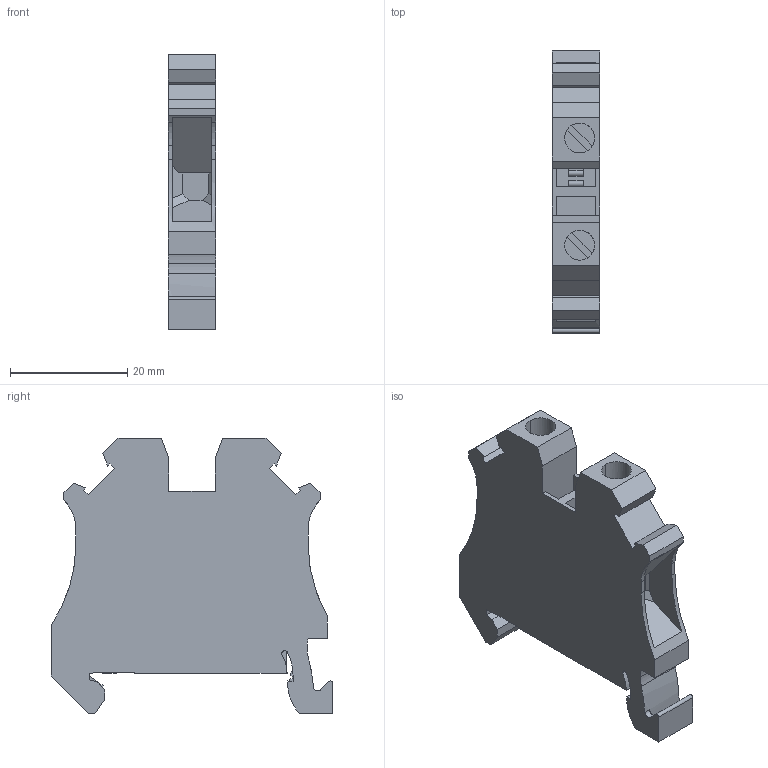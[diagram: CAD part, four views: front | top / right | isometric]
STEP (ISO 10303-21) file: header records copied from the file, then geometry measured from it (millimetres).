
FILE_DESCRIPTION(('STEP AP214'),'1');
FILE_NAME('cctmp_870295FC-5A2D-4906-A6E0-7334F9EC7FBE_2023_07_24_09_31_01_0692..stp','2023-07-24T07:31:01',('SIEMENS A&D'),('CADClick - www.CADClick.com'),'Spatial InterOp 3D postprocessed',' ','unknown authorization');
FILE_SCHEMA(('AUTOMOTIVE_DESIGN'));
Length unit declared in the file: millimetre
Products named in the file (1): 2023_07_24_09_31_01_0684
Bounding box: 8.15 x 48 x 46.85 mm (x, y, z)
Volume: 11033.1 mm3; surface area: 6381.1 mm2
Topology: 1 solids, 1 shells, 168 faces, 481 edges, 317 vertices
Faces by surface type: plane 140, cylinder 28
Entity records: 5976 total; most frequent: CARTESIAN_POINT 967, ORIENTED_EDGE 962, DIRECTION 895, EDGE_CURVE 481, LINE 405, VECTOR 405, VERTEX_POINT 317, AXIS2_PLACEMENT_3D 245
